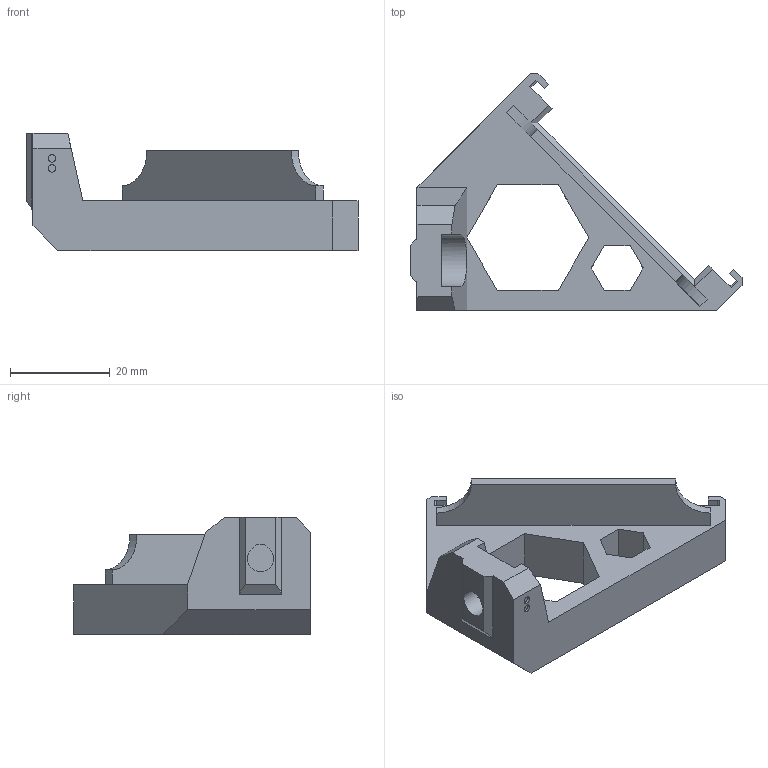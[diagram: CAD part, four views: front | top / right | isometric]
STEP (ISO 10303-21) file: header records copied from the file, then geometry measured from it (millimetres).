
FILE_DESCRIPTION(/* description */ (''),/* implementation_level */ '2;1');
FILE_NAME(/* name */ 'lcd_support_a.step',/* time_stamp */ '2018-01-11T18:41:29+01:00',/* author */ ('gregsaun'),/* organization */ (''),/* preprocessor_version */ 'ST-DEVELOPER v16.13',/* originating_system */ 'Autodesk Translation Framework v6.5.0.72',/* authorisation */ '');
FILE_SCHEMA (('AUTOMOTIVE_DESIGN { 1 0 10303 214 3 1 1 }'));
Length unit declared in the file: millimetre
Products named in the file (1): lcd_support_a
Bounding box: 66.64 x 47.52 x 23.5 mm (x, y, z)
Volume: 14091.2 mm3; surface area: 7597.7 mm2
Topology: 1 solids, 4 shells, 92 faces, 239 edges, 156 vertices
Faces by surface type: plane 86, cylinder 6
Full cylindrical faces by diameter (mm): 1.5 x2
Entity records: 2802 total; most frequent: CARTESIAN_POINT 488, ORIENTED_EDGE 478, DIRECTION 438, EDGE_CURVE 239, LINE 226, VECTOR 226, VERTEX_POINT 156, AXIS2_PLACEMENT_3D 106
